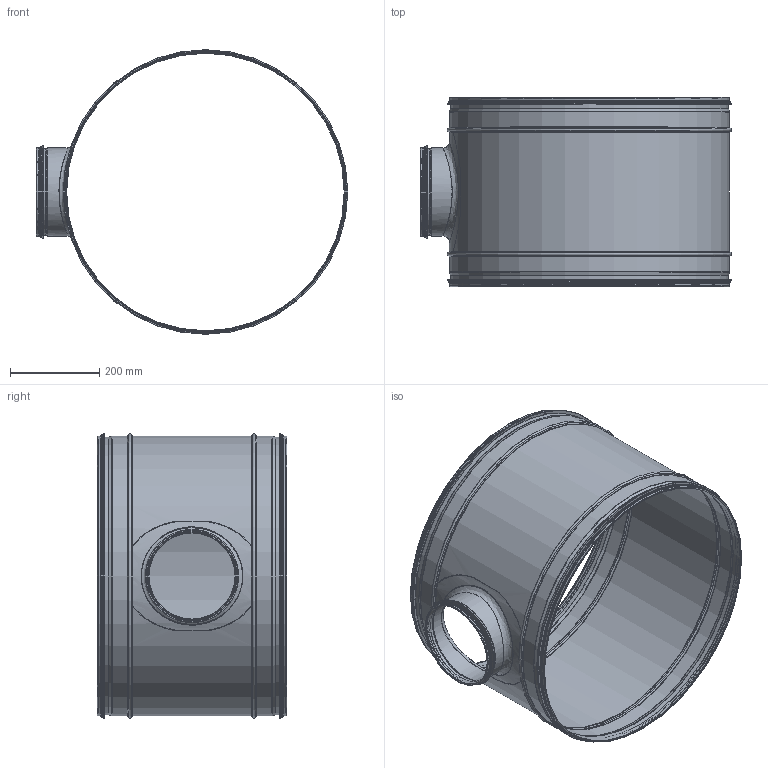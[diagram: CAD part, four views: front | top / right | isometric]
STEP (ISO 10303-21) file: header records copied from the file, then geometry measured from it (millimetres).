
FILE_DESCRIPTION((''),'2;1');
FILE_NAME('HTK_630-200.stp','2014-02-20T15:54:22',(''),(''),'Autodesk Inventor 2013','Autodesk Inventor 2013','');
FILE_SCHEMA(('AUTOMOTIVE_DESIGN { 1 2 10303 214 0 1 1 1 }'));
Length unit declared in the file: millimetre
Products named in the file (6): HTK_630-200; HTKRörämne_630-200; 999011; HPS_630-200; HPSRörämne_630-200; 999006
Assembly tree (6 placements, depth 3):
  HTK_630-200
    HTKRörämne_630-200
    999011  x2
    HPS_630-200
      HPSRörämne_630-200
      999006
Bounding box: 699.35 x 425 x 639.1 mm (x, y, z)
Volume: 619742.7 mm3; surface area: 2087323.7 mm2
Topology: 5 solids, 5 shells, 144 faces, 285 edges, 161 vertices
Faces by surface type: cylinder 50, torus 48, cone 22, plane 22, bspline 2
Full cylindrical faces by diameter (mm): 193.15 x1, 194.15 x1, 195.35 x1, 196.95 x1, 197.95 x5, 198.95 x1, 204.35 x1, 209.35 x1, 622.9 x2, 623.9 x2, 625.1 x2, 627.7 x11, 628.7 x5, 634.1 x2, 639.1 x2
Entity records: 3835 total; most frequent: CARTESIAN_POINT 1265, DIRECTION 518, ORIENTED_EDGE 316, AXIS2_PLACEMENT_3D 253, EDGE_LOOP 234, EDGE_CURVE 158, VERTEX_POINT 140, STYLED_ITEM 129
